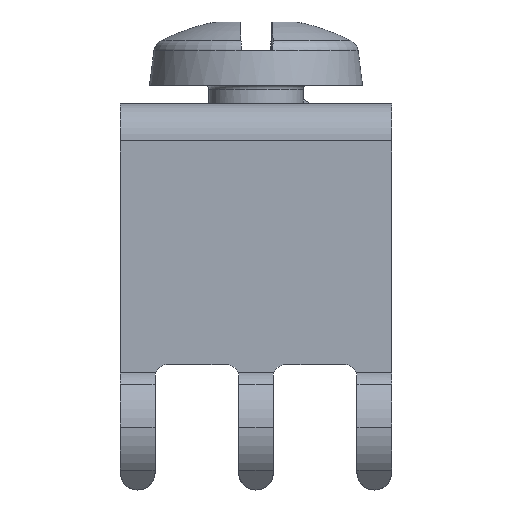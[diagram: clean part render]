
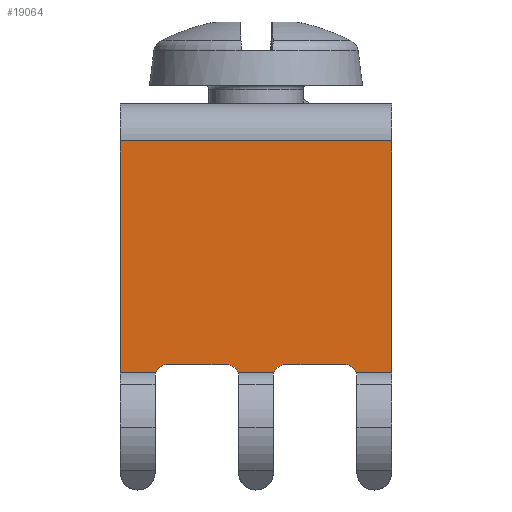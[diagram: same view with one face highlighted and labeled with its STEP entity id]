
A CAD part, front view. The second image highlights one B-rep face of the part: STEP entity #19064.
In plain terms, the highlighted planar face has unit normal (0, -1, 0).
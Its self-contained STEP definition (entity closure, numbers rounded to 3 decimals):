
#18473 = VERTEX_POINT('',#18474);
#18474 = CARTESIAN_POINT('',(5.969,-5.969,
    10.688));
#18663 = VERTEX_POINT('',#18664);
#18664 = CARTESIAN_POINT('',(-5.969,-5.969,
    10.688));
#18763 = EDGE_CURVE('',#18473,#18663,#18764,.T.);
#18764 = LINE('',#18765,#18766);
#18765 = CARTESIAN_POINT('',(5.969,-5.969,
    10.688));
#18766 = VECTOR('',#18767,1.);
#18767 = DIRECTION('',(-1.,0.,0.));
#18779 = EDGE_CURVE('',#18473,#18780,#18782,.T.);
#18780 = VERTEX_POINT('',#18781);
#18781 = CARTESIAN_POINT('',(5.969,-5.969,
    0.48));
#18782 = LINE('',#18783,#18784);
#18783 = CARTESIAN_POINT('',(5.969,-5.969,
    10.688));
#18784 = VECTOR('',#18785,1.);
#18785 = DIRECTION('',(0.,0.,-1.));
#18952 = EDGE_CURVE('',#18663,#18953,#18955,.T.);
#18953 = VERTEX_POINT('',#18954);
#18954 = CARTESIAN_POINT('',(-5.969,-5.969,
    0.48));
#18955 = LINE('',#18956,#18957);
#18956 = CARTESIAN_POINT('',(-5.969,-5.969,
    10.688));
#18957 = VECTOR('',#18958,1.);
#18958 = DIRECTION('',(0.,0.,-1.));
#19064 = ADVANCED_FACE('',(#19065),#19144,.F.);
#19065 = FACE_BOUND('',#19066,.T.);
#19066 = EDGE_LOOP('',(#19067,#19078,#19086,#19095,#19101,#19102,#19103,
    #19104,#19112,#19121,#19129,#19138));
#19067 = ORIENTED_EDGE('',*,*,#19068,.F.);
#19068 = EDGE_CURVE('',#19069,#19071,#19073,.T.);
#19069 = VERTEX_POINT('',#19070);
#19070 = CARTESIAN_POINT('',(1.27,-5.969,
    0.833));
#19071 = VERTEX_POINT('',#19072);
#19072 = CARTESIAN_POINT('',(0.786,-5.969,
    0.48));
#19073 = CIRCLE('',#19074,0.508);
#19074 = AXIS2_PLACEMENT_3D('',#19075,#19076,#19077);
#19075 = CARTESIAN_POINT('',(1.27,-5.969,
    0.325));
#19076 = DIRECTION('',(0.,-1.,0.));
#19077 = DIRECTION('',(0.,0.,1.));
#19078 = ORIENTED_EDGE('',*,*,#19079,.F.);
#19079 = EDGE_CURVE('',#19080,#19069,#19082,.T.);
#19080 = VERTEX_POINT('',#19081);
#19081 = CARTESIAN_POINT('',(3.937,-5.969,
    0.833));
#19082 = LINE('',#19083,#19084);
#19083 = CARTESIAN_POINT('',(5.969,-5.969,
    0.833));
#19084 = VECTOR('',#19085,1.);
#19085 = DIRECTION('',(-1.,0.,0.));
#19086 = ORIENTED_EDGE('',*,*,#19087,.T.);
#19087 = EDGE_CURVE('',#19080,#19088,#19090,.T.);
#19088 = VERTEX_POINT('',#19089);
#19089 = CARTESIAN_POINT('',(4.421,-5.969,
    0.48));
#19090 = CIRCLE('',#19091,0.508);
#19091 = AXIS2_PLACEMENT_3D('',#19092,#19093,#19094);
#19092 = CARTESIAN_POINT('',(3.937,-5.969,
    0.325));
#19093 = DIRECTION('',(0.,1.,0.));
#19094 = DIRECTION('',(0.,0.,1.));
#19095 = ORIENTED_EDGE('',*,*,#19096,.F.);
#19096 = EDGE_CURVE('',#18780,#19088,#19097,.T.);
#19097 = LINE('',#19098,#19099);
#19098 = CARTESIAN_POINT('',(5.969,-5.969,
    0.48));
#19099 = VECTOR('',#19100,1.);
#19100 = DIRECTION('',(-1.,0.,0.));
#19101 = ORIENTED_EDGE('',*,*,#18779,.F.);
#19102 = ORIENTED_EDGE('',*,*,#18763,.T.);
#19103 = ORIENTED_EDGE('',*,*,#18952,.T.);
#19104 = ORIENTED_EDGE('',*,*,#19105,.F.);
#19105 = EDGE_CURVE('',#19106,#18953,#19108,.T.);
#19106 = VERTEX_POINT('',#19107);
#19107 = CARTESIAN_POINT('',(-4.421,-5.969,
    0.48));
#19108 = LINE('',#19109,#19110);
#19109 = CARTESIAN_POINT('',(5.969,-5.969,
    0.48));
#19110 = VECTOR('',#19111,1.);
#19111 = DIRECTION('',(-1.,0.,0.));
#19112 = ORIENTED_EDGE('',*,*,#19113,.F.);
#19113 = EDGE_CURVE('',#19114,#19106,#19116,.T.);
#19114 = VERTEX_POINT('',#19115);
#19115 = CARTESIAN_POINT('',(-3.937,-5.969,
    0.833));
#19116 = CIRCLE('',#19117,0.508);
#19117 = AXIS2_PLACEMENT_3D('',#19118,#19119,#19120);
#19118 = CARTESIAN_POINT('',(-3.937,-5.969,
    0.325));
#19119 = DIRECTION('',(0.,-1.,0.));
#19120 = DIRECTION('',(0.,0.,1.));
#19121 = ORIENTED_EDGE('',*,*,#19122,.T.);
#19122 = EDGE_CURVE('',#19114,#19123,#19125,.T.);
#19123 = VERTEX_POINT('',#19124);
#19124 = CARTESIAN_POINT('',(-1.27,-5.969,
    0.833));
#19125 = LINE('',#19126,#19127);
#19126 = CARTESIAN_POINT('',(5.969,-5.969,
    0.833));
#19127 = VECTOR('',#19128,1.);
#19128 = DIRECTION('',(1.,0.,0.));
#19129 = ORIENTED_EDGE('',*,*,#19130,.T.);
#19130 = EDGE_CURVE('',#19123,#19131,#19133,.T.);
#19131 = VERTEX_POINT('',#19132);
#19132 = CARTESIAN_POINT('',(-0.786,-5.969,
    0.48));
#19133 = CIRCLE('',#19134,0.508);
#19134 = AXIS2_PLACEMENT_3D('',#19135,#19136,#19137);
#19135 = CARTESIAN_POINT('',(-1.27,-5.969,
    0.325));
#19136 = DIRECTION('',(0.,1.,0.));
#19137 = DIRECTION('',(0.,0.,1.));
#19138 = ORIENTED_EDGE('',*,*,#19139,.F.);
#19139 = EDGE_CURVE('',#19071,#19131,#19140,.T.);
#19140 = LINE('',#19141,#19142);
#19141 = CARTESIAN_POINT('',(5.969,-5.969,
    0.48));
#19142 = VECTOR('',#19143,1.);
#19143 = DIRECTION('',(-1.,0.,0.));
#19144 = PLANE('',#19145);
#19145 = AXIS2_PLACEMENT_3D('',#19146,#19147,#19148);
#19146 = CARTESIAN_POINT('',(5.969,-5.969,
    10.688));
#19147 = DIRECTION('',(0.,1.,0.));
#19148 = DIRECTION('',(0.,0.,1.));
